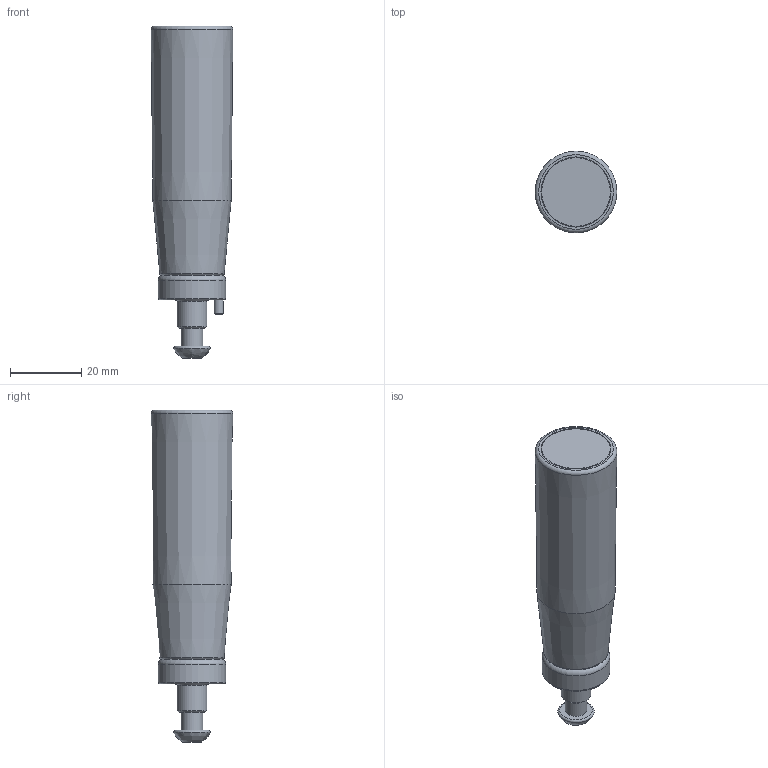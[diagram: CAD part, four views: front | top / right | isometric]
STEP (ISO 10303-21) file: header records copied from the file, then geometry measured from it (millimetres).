
FILE_DESCRIPTION( ( 'Unknown' ), '1' );
FILE_NAME( '6385020_MRS23x70.stp', 'Unknown', ( 'Unknown' ), ( 'Unknown' ), 'PSStep 11.0', 'Unknown', ' ' );
FILE_SCHEMA( ( 'AUTOMOTIVE_DESIGN { 1 0 10303 214 1 1 1 1 }' ) );
Length unit declared in the file: millimetre
Products named in the file (1): 1833322
Bounding box: 22.98 x 22.98 x 93.3 mm (x, y, z)
Volume: 26758.8 mm3; surface area: 13202.5 mm2
Topology: 1 solids, 7 shells, 94 faces, 205 edges, 130 vertices
Faces by surface type: plane 43, cylinder 21, cone 15, torus 11, bspline 4
Full cylindrical faces by diameter (mm): 2.5 x1, 3 x2, 3.2 x1, 6 x1, 8 x2, 8.3 x2, 11 x1, 11.5 x2, 12.5 x1, 12.6 x1, 15.421 x1, 19 x1, 19.627 x1, 19.7 x2
Entity records: 4391 total; most frequent: CARTESIAN_POINT 1842, DIRECTION 374, ORIENTED_EDGE 284, AXIS2_PLACEMENT_3D 163, EDGE_LOOP 157, EDGE_CURVE 142, FACE_OUTER_BOUND 125, VERTEX_POINT 112
